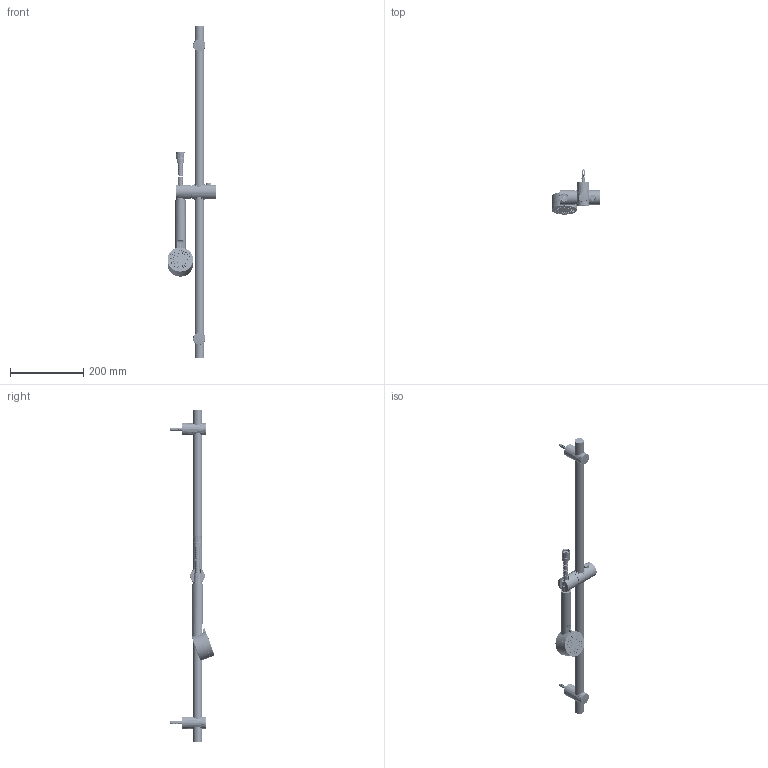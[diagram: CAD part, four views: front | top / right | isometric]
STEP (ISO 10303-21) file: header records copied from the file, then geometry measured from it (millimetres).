
FILE_DESCRIPTION((''),'2;1');
FILE_NAME('NEW-4100_ASM','2019-12-07T',('rongzhen_su'),(''),'PRO/ENGINEER BY PARAMETRIC TECHNOLOGY CORPORATION, 2010280','PRO/ENGINEER BY PARAMETRIC TECHNOLOGY CORPORATION, 2010280','');
FILE_SCHEMA(('CONFIG_CONTROL_DESIGN'));
Length unit declared in the file: millimetre
Products named in the file (48): RAIL; BRACKET; BRACKET-COVER; GUANGAI; P4100-B-01; P4100-B-03; P4100-B-02; P4100-B-05; 9087; P4100-B-04; P4100-B-06; M3_5; 4100-BRACER; SPRING; P4100B_ASM; SOAPDISH____ASM; M5-15; 0030; P61001-001; P50500-002; 40000071; 40000139; P50500-006; P50500-038; P50500-010_AF0; P61001-002_ZHUANPAN; P50500-032; P50500-033; P10700-003_PANTOULUODING; P61001-003; 40000059; 40000100_AF0; P54500-004; P54500-005; P52300-011; P50510-007; P50700-015; P61001XINZHUANPANJIEGOU_ASM; H23040-102; H25205-001 ...
Assembly tree (61 placements, depth 3):
  NEW-4100_ASM
    RAIL
    BRACKET  x2
    BRACKET-COVER  x2
    GUANGAI  x2
    P4100B_ASM
      P4100-B-01
      P4100-B-03
      P4100-B-02
      P4100-B-05
      9087
      P4100-B-04
      P4100-B-06
      M3_5
      4100-BRACER
      SPRING
    SOAPDISH____ASM
    M5-15  x2
    0030  x2
    P61001XINZHUANPANJIEGOU_ASM
      P61001-001
      P50500-002
      40000071
      40000139  x2
      P50500-006  x2
      P50500-038  x2
      P50500-010_AF0
      P61001-002_ZHUANPAN
      P50500-032
      P50500-033
      P10700-003_PANTOULUODING
      P61001-003
      40000059
      40000100_AF0
      P54500-004
      P54500-005
      P52300-011
      P50510-007
      P50700-015
    H25092_ASM
      H23040-102  x2
      H25205-001  x2
      H15011-301  x2
      H15005-302  x2
      H25013-301  x2
      40000486  x2
      H36023-401_AF0
      H25157-404_AF0
Bounding box: 133.5 x 121.91 x 904.8 mm (x, y, z)
Volume: 301847 mm3; surface area: 405755.6 mm2
Topology: 60 solids, 60 shells, 3991 faces, 9963 edges, 6297 vertices
Faces by surface type: cylinder 1363, plane 1299, bspline 516, cone 495, torus 244, sphere 54, extrusion 11, revolution 9
Entity records: 178105 total; most frequent: CARTESIAN_POINT 98161, ORIENTED_EDGE 17198, DIRECTION 15121, EDGE_CURVE 8599, AXIS2_PLACEMENT_3D 5630, VERTEX_POINT 5483, EDGE_LOOP 3966, VECTOR 3852
